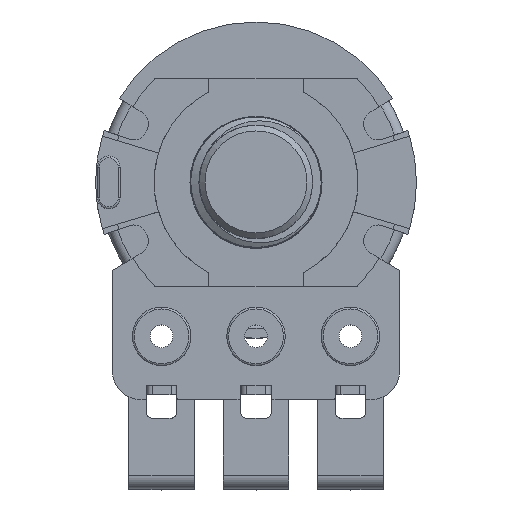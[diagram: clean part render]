
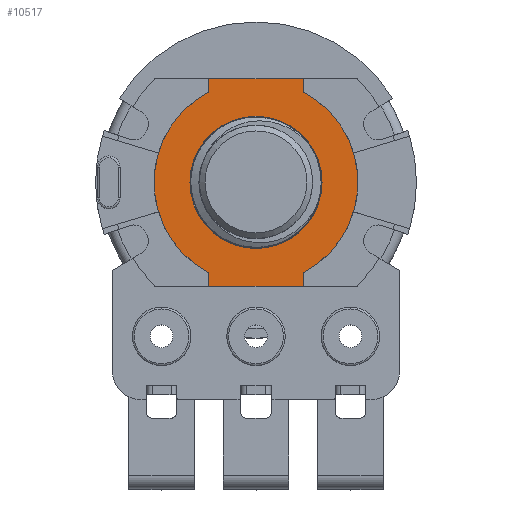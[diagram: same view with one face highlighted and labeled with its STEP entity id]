
A CAD part, top view. The second image highlights one B-rep face of the part: STEP entity #10517.
In plain terms, the highlighted planar face has unit normal (0, 0, 1).
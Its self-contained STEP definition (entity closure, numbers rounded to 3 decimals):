
#138=FACE_BOUND('',#1311,.T.);
#492=PLANE('',#11170);
#714=FACE_OUTER_BOUND('',#1310,.T.);
#1310=EDGE_LOOP('',(#7356,#7357,#7358,#7359,#7360,#7361,#7362,#7363));
#1311=EDGE_LOOP('',(#7364));
#1907=CIRCLE('',#11123,3.5);
#1915=CIRCLE('',#11141,5.4);
#1920=CIRCLE('',#11149,5.4);
#2757=LINE('',#20050,#3535);
#2759=LINE('',#20054,#3537);
#2761=LINE('',#20057,#3539);
#2762=LINE('',#20060,#3540);
#2764=LINE('',#20064,#3542);
#2766=LINE('',#20067,#3544);
#3535=VECTOR('',#11911,10.);
#3537=VECTOR('',#11915,10.);
#3539=VECTOR('',#11919,10.);
#3540=VECTOR('',#11922,10.);
#3542=VECTOR('',#11926,10.);
#3544=VECTOR('',#11930,10.);
#4318=VERTEX_POINT('',#19919);
#4344=VERTEX_POINT('',#19988);
#4345=VERTEX_POINT('',#19990);
#4351=VERTEX_POINT('',#20008);
#4352=VERTEX_POINT('',#20010);
#4363=VERTEX_POINT('',#20049);
#4364=VERTEX_POINT('',#20053);
#4365=VERTEX_POINT('',#20059);
#4366=VERTEX_POINT('',#20063);
#5456=EDGE_CURVE('',#4318,#4318,#1907,.T.);
#5489=EDGE_CURVE('',#4345,#4344,#1915,.T.);
#5499=EDGE_CURVE('',#4352,#4351,#1920,.T.);
#5519=EDGE_CURVE('',#4344,#4363,#2757,.T.);
#5521=EDGE_CURVE('',#4363,#4364,#2759,.T.);
#5523=EDGE_CURVE('',#4364,#4352,#2761,.T.);
#5524=EDGE_CURVE('',#4351,#4365,#2762,.T.);
#5526=EDGE_CURVE('',#4366,#4365,#2764,.T.);
#5528=EDGE_CURVE('',#4366,#4345,#2766,.T.);
#7356=ORIENTED_EDGE('',*,*,#5528,.T.);
#7357=ORIENTED_EDGE('',*,*,#5489,.T.);
#7358=ORIENTED_EDGE('',*,*,#5519,.T.);
#7359=ORIENTED_EDGE('',*,*,#5521,.T.);
#7360=ORIENTED_EDGE('',*,*,#5523,.T.);
#7361=ORIENTED_EDGE('',*,*,#5499,.T.);
#7362=ORIENTED_EDGE('',*,*,#5524,.T.);
#7363=ORIENTED_EDGE('',*,*,#5526,.F.);
#7364=ORIENTED_EDGE('',*,*,#5456,.T.);
#10517=ADVANCED_FACE('',(#714,#138),#492,.T.);
#11123=AXIS2_PLACEMENT_3D('',#19921,#11785,#11786);
#11141=AXIS2_PLACEMENT_3D('',#19991,#11846,#11847);
#11149=AXIS2_PLACEMENT_3D('',#20011,#11867,#11868);
#11170=AXIS2_PLACEMENT_3D('',#20068,#11931,#11932);
#11785=DIRECTION('center_axis',(0.,0.,-1.));
#11786=DIRECTION('ref_axis',(-1.,0.,0.));
#11846=DIRECTION('center_axis',(0.,0.,1.));
#11847=DIRECTION('ref_axis',(-0.463,0.886,0.));
#11867=DIRECTION('center_axis',(0.,0.,1.));
#11868=DIRECTION('ref_axis',(0.463,-0.886,0.));
#11911=DIRECTION('',(0.,-1.,0.));
#11915=DIRECTION('',(1.,0.,0.));
#11919=DIRECTION('',(0.,1.,0.));
#11922=DIRECTION('',(0.,1.,0.));
#11926=DIRECTION('',(1.,0.,0.));
#11930=DIRECTION('',(0.,-1.,0.));
#11931=DIRECTION('center_axis',(0.,0.,1.));
#11932=DIRECTION('ref_axis',(1.,0.,0.));
#19919=CARTESIAN_POINT('',(3.5,0.,10.7));
#19921=CARTESIAN_POINT('Origin',(0.,0.,10.7));
#19988=CARTESIAN_POINT('',(-2.5,-4.786,10.7));
#19990=CARTESIAN_POINT('',(-2.5,4.786,10.7));
#19991=CARTESIAN_POINT('Origin',(0.,0.,10.7));
#20008=CARTESIAN_POINT('',(2.5,4.786,10.7));
#20010=CARTESIAN_POINT('',(2.5,-4.786,10.7));
#20011=CARTESIAN_POINT('Origin',(0.,0.,10.7));
#20049=CARTESIAN_POINT('',(-2.5,-5.5,10.7));
#20050=CARTESIAN_POINT('',(-2.5,-4.786,10.7));
#20053=CARTESIAN_POINT('',(2.5,-5.5,10.7));
#20054=CARTESIAN_POINT('',(-10.,-5.5,10.7));
#20057=CARTESIAN_POINT('',(2.5,-5.5,10.7));
#20059=CARTESIAN_POINT('',(2.5,5.5,10.7));
#20060=CARTESIAN_POINT('',(2.5,4.786,10.7));
#20063=CARTESIAN_POINT('',(-2.5,5.5,10.7));
#20064=CARTESIAN_POINT('',(-10.,5.5,10.7));
#20067=CARTESIAN_POINT('',(-2.5,5.5,10.7));
#20068=CARTESIAN_POINT('Origin',(0.,0.,10.7));
